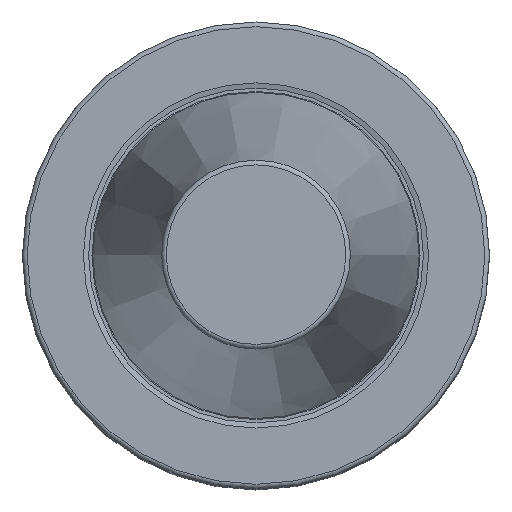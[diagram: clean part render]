
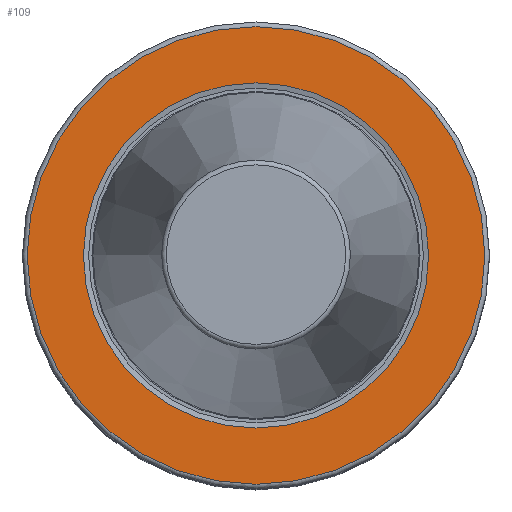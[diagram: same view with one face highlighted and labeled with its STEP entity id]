
A CAD part, top view. The second image highlights one B-rep face of the part: STEP entity #109.
In plain terms, the highlighted planar face has unit normal (0, 0, 1).
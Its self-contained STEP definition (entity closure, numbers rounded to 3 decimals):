
#78=FACE_BOUND('',#157,.T.);
#79=FACE_BOUND('',#158,.T.);
#109=ADVANCED_FACE('',(#78,#79),#123,.F.);
#123=PLANE('',#321);
#157=EDGE_LOOP('',(#203));
#158=EDGE_LOOP('',(#204));
#203=ORIENTED_EDGE('',*,*,#258,.F.);
#204=ORIENTED_EDGE('',*,*,#257,.T.);
#234=VERTEX_POINT('',#477);
#235=VERTEX_POINT('',#480);
#257=EDGE_CURVE('',#234,#234,#280,.T.);
#258=EDGE_CURVE('',#235,#235,#281,.T.);
#280=CIRCLE('',#318,48.987);
#281=CIRCLE('',#320,36.95);
#318=AXIS2_PLACEMENT_3D('',#476,#395,#396);
#320=AXIS2_PLACEMENT_3D('',#479,#399,#400);
#321=AXIS2_PLACEMENT_3D('',#481,#401,#402);
#395=DIRECTION('',(0.,0.,1.0));
#396=DIRECTION('',(1.0,0.0,0.));
#399=DIRECTION('',(0.,0.,1.0));
#400=DIRECTION('',(1.0,0.0,0.));
#401=DIRECTION('',(0.,0.,-1.0));
#402=DIRECTION('',(-1.0,0.0,0.));
#476=CARTESIAN_POINT('',(0.,0.,-1.5));
#477=CARTESIAN_POINT('',(48.987,0.,-1.5));
#479=CARTESIAN_POINT('',(0.,0.,-1.5));
#480=CARTESIAN_POINT('',(36.95,0.,-1.5));
#481=CARTESIAN_POINT('',(-31.488,-37.526,-1.5));
